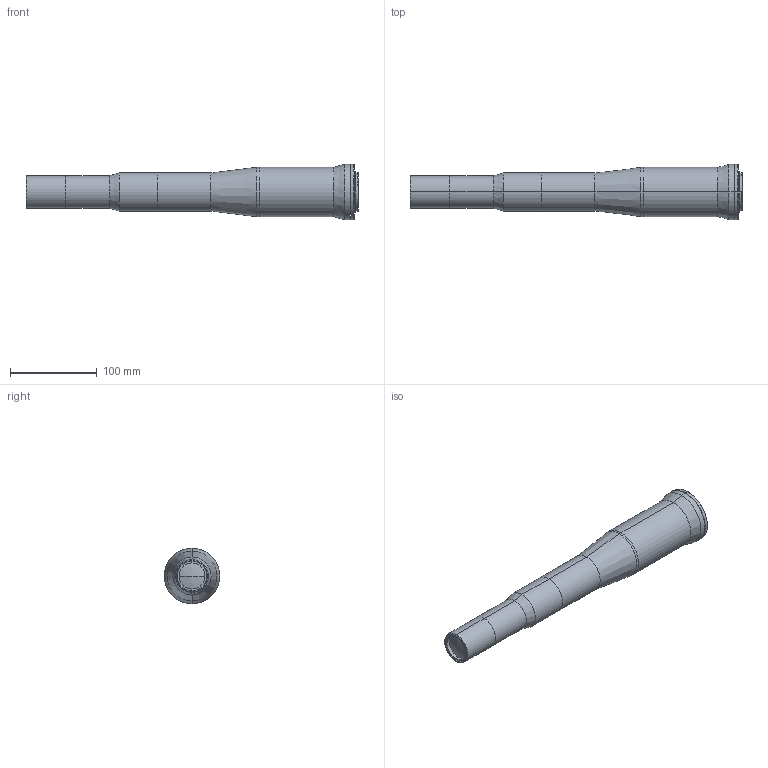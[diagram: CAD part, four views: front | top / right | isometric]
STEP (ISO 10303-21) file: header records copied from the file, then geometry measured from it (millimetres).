
FILE_DESCRIPTION (( 'STEP AP214' ), '1' );
FILE_NAME ('TC16M12.STEP', '2013-04-04T13:57:52', ( 'Work' ), ( '' ), 'SwSTEP 2.0', 'SolidWorks 2012', '' );
FILE_SCHEMA (( 'AUTOMOTIVE_DESIGN' ));
Length unit declared in the file: millimetre
Products named in the file (1): TC16M12
Bounding box: 383.03 x 64 x 64 mm (x, y, z)
Surface area: 82660.6 mm2 (no closed solid volume)
Topology: 0 solids, 8 shells, 83 faces, 225 edges, 151 vertices
Faces by surface type: cylinder 41, plane 24, cone 16, sphere 2
Entity records: 3579 total; most frequent: DIRECTION 512, CARTESIAN_POINT 478, ORIENTED_EDGE 382, EDGE_CURVE 225, AXIS2_PLACEMENT_3D 209, VERTEX_POINT 151, CIRCLE 125, EDGE_LOOP 95
